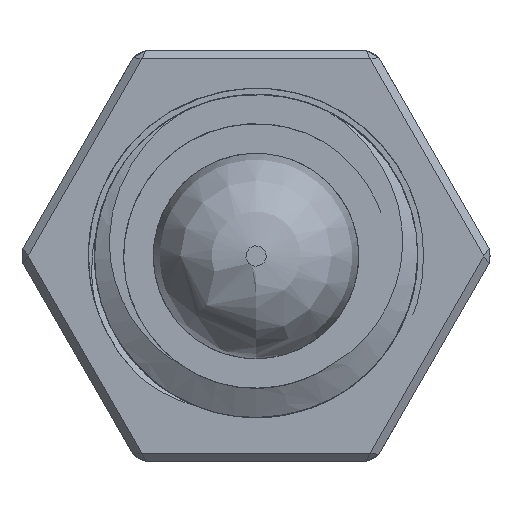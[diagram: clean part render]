
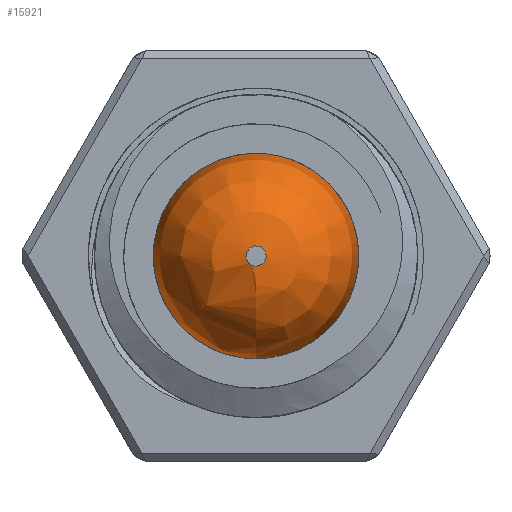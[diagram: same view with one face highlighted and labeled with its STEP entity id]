
A CAD part, front view. The second image highlights one B-rep face of the part: STEP entity #15921.
In plain terms, the highlighted free-form (B-spline) face has degree [2, 2] with [3, 9] control points.
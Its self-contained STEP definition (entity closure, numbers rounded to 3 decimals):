
#15921 = ADVANCED_FACE('',(#15922),#15961,.F.);
#15922 = FACE_BOUND('',#15923,.F.);
#15923 = EDGE_LOOP('',(#15924,#15936,#15944,#15954,#15955));
#15924 = ORIENTED_EDGE('',*,*,#15925,.F.);
#15925 = EDGE_CURVE('',#15926,#15928,#15930,.T.);
#15926 = VERTEX_POINT('',#15927);
#15927 = CARTESIAN_POINT('',(0.,2.851,
    -3.168));
#15928 = VERTEX_POINT('',#15929);
#15929 = CARTESIAN_POINT('',(-3.168,2.851,
    0.));
#15930 = ( BOUNDED_CURVE() B_SPLINE_CURVE(2,(#15931,#15932,#15933,#15934
,#15935),.UNSPECIFIED.,.F.,.F.) B_SPLINE_CURVE_WITH_KNOTS((3,2,3),(
    4.712,7.069,9.425),
.PIECEWISE_BEZIER_KNOTS.) CURVE() GEOMETRIC_REPRESENTATION_ITEM() 
RATIONAL_B_SPLINE_CURVE((1.,0.383,1.,0.383,1.)) 
REPRESENTATION_ITEM('') );
#15931 = CARTESIAN_POINT('',(0.,2.851,
    -3.168));
#15932 = CARTESIAN_POINT('',(7.648,2.851,
    -3.168));
#15933 = CARTESIAN_POINT('',(2.24,2.851,
    2.24));
#15934 = CARTESIAN_POINT('',(-3.168,2.851,
    7.648));
#15935 = CARTESIAN_POINT('',(-3.168,2.851,
    0.));
#15936 = ORIENTED_EDGE('',*,*,#15937,.T.);
#15937 = EDGE_CURVE('',#15926,#15938,#15940,.T.);
#15938 = VERTEX_POINT('',#15939);
#15939 = CARTESIAN_POINT('',(0.,0.,-0.317));
#15940 = ( BOUNDED_CURVE() B_SPLINE_CURVE(2,(#15941,#15942,#15943),
.UNSPECIFIED.,.F.,.F.) B_SPLINE_CURVE_WITH_KNOTS((3,3),(0.,
1.571),.PIECEWISE_BEZIER_KNOTS.) CURVE() 
GEOMETRIC_REPRESENTATION_ITEM() RATIONAL_B_SPLINE_CURVE((1.,
0.707,1.)) REPRESENTATION_ITEM('') );
#15941 = CARTESIAN_POINT('',(0.,2.851,
    -3.168));
#15942 = CARTESIAN_POINT('',(0.,0.,
    -3.168));
#15943 = CARTESIAN_POINT('',(0.,0.,-0.317));
#15944 = ORIENTED_EDGE('',*,*,#15945,.F.);
#15945 = EDGE_CURVE('',#15938,#15938,#15946,.T.);
#15946 = ( BOUNDED_CURVE() B_SPLINE_CURVE(2,(#15947,#15948,#15949,#15950
    ,#15951,#15952,#15953),.UNSPECIFIED.,.T.,.F.) 
B_SPLINE_CURVE_WITH_KNOTS((3,2,2,3),(1.571,3.665,
5.76,7.854),.PIECEWISE_BEZIER_KNOTS.) CURVE() 
GEOMETRIC_REPRESENTATION_ITEM() RATIONAL_B_SPLINE_CURVE((1.,0.5,1.,0.5,
1.,0.5,1.)) REPRESENTATION_ITEM('') );
#15947 = CARTESIAN_POINT('',(0.,0.,-0.317));
#15948 = CARTESIAN_POINT('',(-0.549,0.,-0.317));
#15949 = CARTESIAN_POINT('',(-0.274,0.,0.158));
#15950 = CARTESIAN_POINT('',(0.,0.,0.634));
#15951 = CARTESIAN_POINT('',(0.274,0.,0.158));
#15952 = CARTESIAN_POINT('',(0.549,0.,-0.317));
#15953 = CARTESIAN_POINT('',(0.,0.,-0.317));
#15954 = ORIENTED_EDGE('',*,*,#15937,.F.);
#15955 = ORIENTED_EDGE('',*,*,#15956,.F.);
#15956 = EDGE_CURVE('',#15928,#15926,#15957,.T.);
#15957 = ( BOUNDED_CURVE() B_SPLINE_CURVE(2,(#15958,#15959,#15960),
.UNSPECIFIED.,.F.,.F.) B_SPLINE_CURVE_WITH_KNOTS((3,3),(3.142,
4.712),.PIECEWISE_BEZIER_KNOTS.) CURVE() 
GEOMETRIC_REPRESENTATION_ITEM() RATIONAL_B_SPLINE_CURVE((1.,
0.707,1.)) REPRESENTATION_ITEM('') );
#15958 = CARTESIAN_POINT('',(-3.168,2.851,
    0.));
#15959 = CARTESIAN_POINT('',(-3.168,2.851,
    -3.168));
#15960 = CARTESIAN_POINT('',(0.,2.851,
    -3.168));
#15961 = ( BOUNDED_SURFACE() B_SPLINE_SURFACE(2,2,(
    (#15962,#15963,#15964,#15965,#15966,#15967,#15968,#15969,#15970)
    ,(#15971,#15972,#15973,#15974,#15975,#15976,#15977,#15978,#15979)
    ,(#15980,#15981,#15982,#15983,#15984,#15985,#15986,#15987,#15988
)),.UNSPECIFIED.,.F.,.T.,.F.) B_SPLINE_SURFACE_WITH_KNOTS((3,3),(1,2,2,2
    ,2,2,1),(-1.571,0.),(-4.712,-3.142,
    -1.571,0.,1.571,3.142,4.712),
.UNSPECIFIED.) GEOMETRIC_REPRESENTATION_ITEM() RATIONAL_B_SPLINE_SURFACE
((
    (1.,0.707,1.,0.707,1.,0.707,1.
      ,0.707,1.)
    ,(0.707,0.5,0.707,0.5,0.707,0.5
      ,0.707,0.5,0.707)
    ,(1.,0.707,1.,0.707,1.,0.707,1.
,0.707,1.))) REPRESENTATION_ITEM('') SURFACE() );
#15962 = CARTESIAN_POINT('',(0.,0.,-0.317));
#15963 = CARTESIAN_POINT('',(-0.317,0.,-0.317));
#15964 = CARTESIAN_POINT('',(-0.317,0.,0.));
#15965 = CARTESIAN_POINT('',(-0.317,0.,0.317));
#15966 = CARTESIAN_POINT('',(0.,0.,0.317));
#15967 = CARTESIAN_POINT('',(0.317,0.,0.317));
#15968 = CARTESIAN_POINT('',(0.317,0.,0.));
#15969 = CARTESIAN_POINT('',(0.317,0.,-0.317));
#15970 = CARTESIAN_POINT('',(0.,0.,-0.317));
#15971 = CARTESIAN_POINT('',(0.,0.,-3.168));
#15972 = CARTESIAN_POINT('',(-3.168,0.,
    -3.168));
#15973 = CARTESIAN_POINT('',(-3.168,0.,0.));
#15974 = CARTESIAN_POINT('',(-3.168,0.,
    3.168));
#15975 = CARTESIAN_POINT('',(0.,0.,3.168));
#15976 = CARTESIAN_POINT('',(3.168,0.,
    3.168));
#15977 = CARTESIAN_POINT('',(3.168,0.,0.));
#15978 = CARTESIAN_POINT('',(3.168,0.,
    -3.168));
#15979 = CARTESIAN_POINT('',(0.,0.,-3.168));
#15980 = CARTESIAN_POINT('',(0.,2.851,-3.168));
#15981 = CARTESIAN_POINT('',(-3.168,2.851,
    -3.168));
#15982 = CARTESIAN_POINT('',(-3.168,2.851,0.));
#15983 = CARTESIAN_POINT('',(-3.168,2.851,
    3.168));
#15984 = CARTESIAN_POINT('',(0.,2.851,3.168));
#15985 = CARTESIAN_POINT('',(3.168,2.851,
    3.168));
#15986 = CARTESIAN_POINT('',(3.168,2.851,0.));
#15987 = CARTESIAN_POINT('',(3.168,2.851,
    -3.168));
#15988 = CARTESIAN_POINT('',(0.,2.851,-3.168));
